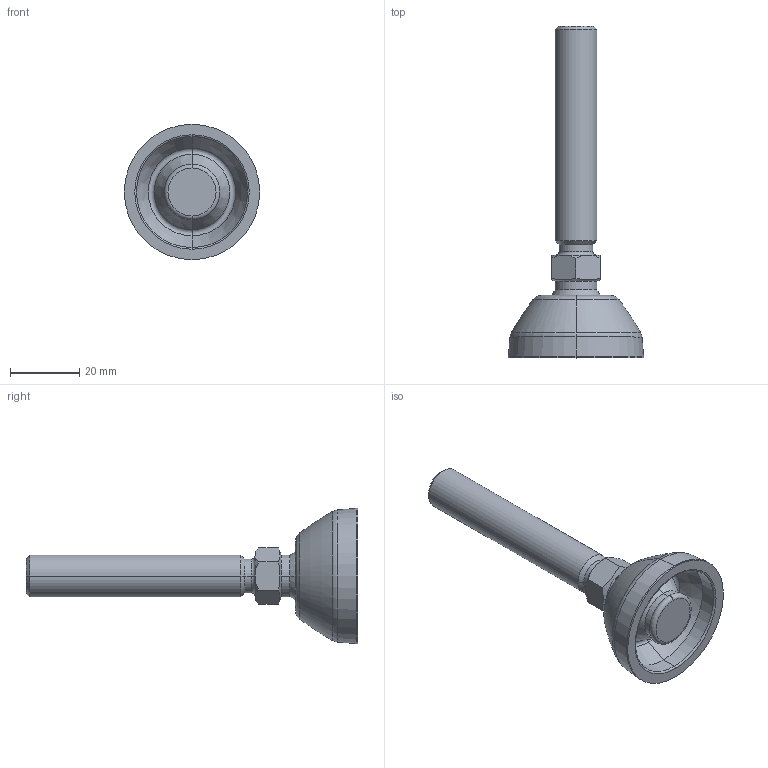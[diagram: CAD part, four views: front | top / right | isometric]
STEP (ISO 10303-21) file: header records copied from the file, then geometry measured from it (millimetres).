
FILE_DESCRIPTION (( 'STEP AP214' ), '1' );
FILE_NAME ('9D040K12066M.STEP', '2012-02-24T15:22:51', ( 'de01pc046' ), ( 'Fath GmbH' ), 'SwSTEP 2.0', 'SolidWorks 2011', '' );
FILE_SCHEMA (( 'AUTOMOTIVE_DESIGN' ));
Length unit declared in the file: millimetre
Products named in the file (3): 098d040k_Standard; 098dm12020m-Tab_098 dm 16 066; 9D040K12066M
Assembly tree (2 placements, depth 2):
  9D040K12066M
    098d040k_Standard
    098dm12020m-Tab_098 dm 16 066
Bounding box: 39 x 95.6 x 39 mm (x, y, z)
Volume: 19812.8 mm3; surface area: 8954.9 mm2
Topology: 2 solids, 2 shells, 69 faces, 163 edges, 99 vertices
Faces by surface type: cone 20, plane 17, torus 16, cylinder 12, sphere 4
Entity records: 2094 total; most frequent: CARTESIAN_POINT 436, DIRECTION 370, ORIENTED_EDGE 300, AXIS2_PLACEMENT_3D 166, EDGE_CURVE 150, CIRCLE 92, VERTEX_POINT 92, EDGE_LOOP 76
